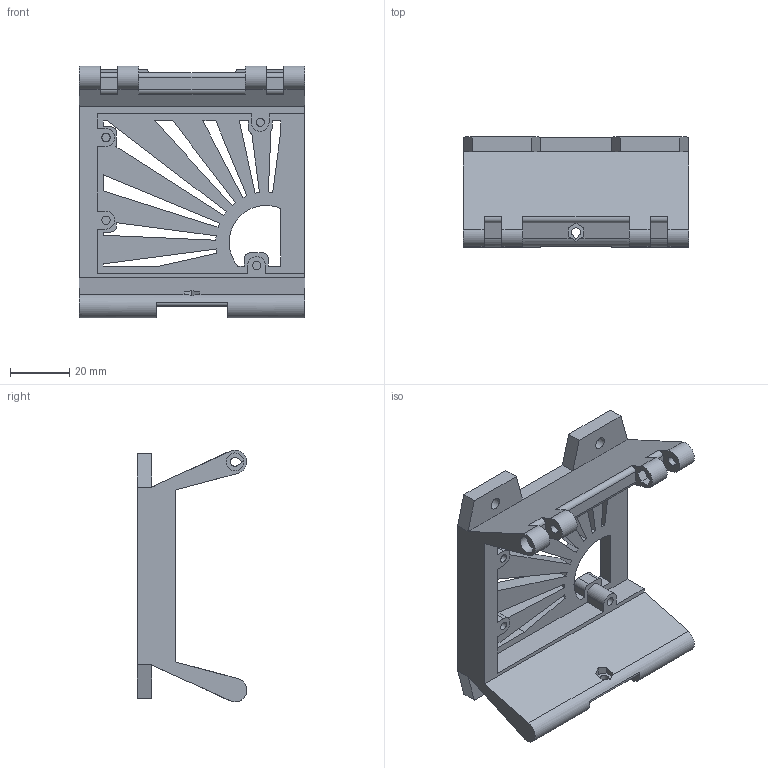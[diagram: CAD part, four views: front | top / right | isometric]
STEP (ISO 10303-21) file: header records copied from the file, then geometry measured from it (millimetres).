
FILE_DESCRIPTION(('FreeCAD Model'),'2;1');
FILE_NAME('ElecHolderLower.step','2015-09-01T20:06:33',('Author'),(''), 'Open CASCADE STEP processor 6.8','FreeCAD','Unknown');
FILE_SCHEMA(('AUTOMOTIVE_DESIGN_CC2 { 1 2 10303 214 -1 1 5 4 }'));
Length unit declared in the file: millimetre
Products named in the file (2): ASSEMBLY; ElecHolderLower
Assembly tree (1 placements, depth 2):
  ASSEMBLY
    ElecHolderLower
Bounding box: 76 x 37 x 84.98 mm (x, y, z)
Volume: 51361.9 mm3; surface area: 27203.9 mm2
Topology: 1 solids, 1 shells, 178 faces, 500 edges, 332 vertices
Faces by surface type: plane 138, cylinder 40
Full cylindrical faces by diameter (mm): 2.8 x4, 4 x4, 6 x2
Entity records: 13305 total; most frequent: CARTESIAN_POINT 3285, DIRECTION 1824, LINE 1231, VECTOR 1231, ORIENTED_EDGE 1000, PCURVE 1000, DEFINITIONAL_REPRESENTATION 1000, EDGE_CURVE 500
